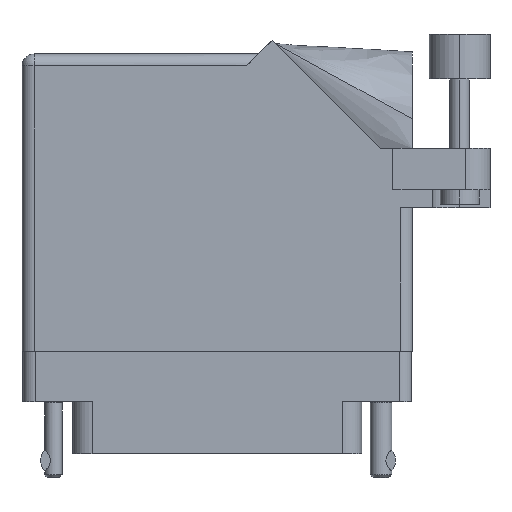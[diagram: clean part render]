
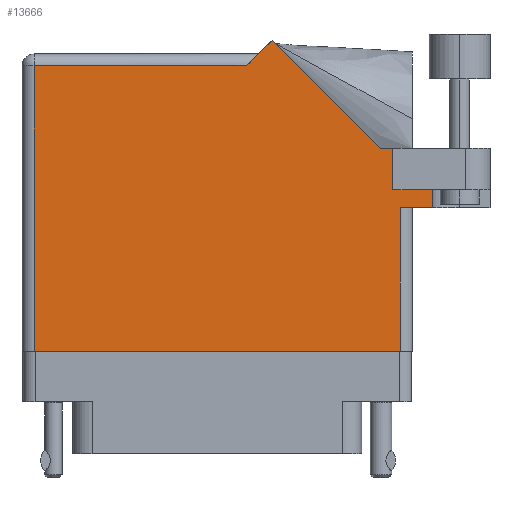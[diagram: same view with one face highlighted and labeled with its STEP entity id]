
A CAD part, front view. The second image highlights one B-rep face of the part: STEP entity #13666.
In plain terms, the highlighted face is planar.
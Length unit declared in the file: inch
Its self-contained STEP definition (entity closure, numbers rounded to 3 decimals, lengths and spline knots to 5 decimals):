
#611 = VECTOR ( 'NONE', #44560, 39.37008 ) ;
#1057 = VERTEX_POINT ( 'NONE', #33036 ) ;
#1388 = CARTESIAN_POINT ( 'NONE',  ( 0., 0., 0. ) ) ;
#1413 = VECTOR ( 'NONE', #38845, 39.37008 ) ;
#1549 = ORIENTED_EDGE ( 'NONE', *, *, #47267, .T. ) ;
#1992 = EDGE_CURVE ( 'NONE', #37440, #14498, #47136, .T. ) ;
#2110 = CARTESIAN_POINT ( 'NONE',  ( 2.41, 1.044, 0. ) ) ;
#2601 = DIRECTION ( 'NONE',  ( -0.707, -0.707, 0. ) ) ;
#2867 = EDGE_CURVE ( 'NONE', #1057, #45776, #21362, .T. ) ;
#3078 = EDGE_CURVE ( 'NONE', #41572, #18456, #43537, .T. ) ;
#3404 = EDGE_CURVE ( 'NONE', #41586, #28922, #20149, .T. ) ;
#4691 = LINE ( 'NONE', #10342, #43328 ) ;
#5176 = VECTOR ( 'NONE', #11918, 39.37008 ) ;
#5598 = ORIENTED_EDGE ( 'NONE', *, *, #42993, .T. ) ;
#6192 = CARTESIAN_POINT ( 'NONE',  ( 1.217, 1.53, 0. ) ) ;
#7225 = CARTESIAN_POINT ( 'NONE',  ( 1.948, 0., 0. ) ) ;
#8450 = VECTOR ( 'NONE', #22261, 39.37008 ) ;
#9611 = CARTESIAN_POINT ( 'NONE',  ( 0.062, 0., 0. ) ) ;
#9741 = FACE_OUTER_BOUND ( 'NONE', #27778, .T. ) ;
#10342 = CARTESIAN_POINT ( 'NONE',  ( 0., 1.468, 0. ) ) ;
#10605 = ORIENTED_EDGE ( 'NONE', *, *, #29592, .T. ) ;
#10636 = EDGE_CURVE ( 'NONE', #28922, #34960, #18211, .T. ) ;
#11665 = ORIENTED_EDGE ( 'NONE', *, *, #1992, .T. ) ;
#11918 = DIRECTION ( 'NONE',  ( 0., 1., 0. ) ) ;
#12598 = EDGE_CURVE ( 'NONE', #18456, #41327, #16943, .T. ) ;
#12624 = VECTOR ( 'NONE', #2601, 39.37008 ) ;
#12805 = ORIENTED_EDGE ( 'NONE', *, *, #2867, .T. ) ;
#13666 = ADVANCED_FACE ( 'NONE', ( #9741 ), #42613, .F. ) ;
#13704 = DIRECTION ( 'NONE',  ( -0.707, 0.707, 0. ) ) ;
#14359 = CARTESIAN_POINT ( 'NONE',  ( 2.1115, 0.737, 0. ) ) ;
#14498 = VERTEX_POINT ( 'NONE', #36140 ) ;
#14864 = AXIS2_PLACEMENT_3D ( 'NONE', #31829, #24309, #39344 ) ;
#16162 = CARTESIAN_POINT ( 'NONE',  ( 0.062, 0., 0. ) ) ;
#16943 = LINE ( 'NONE', #23295, #20441 ) ;
#17587 = ORIENTED_EDGE ( 'NONE', *, *, #3404, .T. ) ;
#18211 = LINE ( 'NONE', #37064, #611 ) ;
#18456 = VERTEX_POINT ( 'NONE', #28777 ) ;
#19205 = CARTESIAN_POINT ( 'NONE',  ( 1.84442, 1.044, 0. ) ) ;
#19255 = ORIENTED_EDGE ( 'NONE', *, *, #44982, .T. ) ;
#19347 = LINE ( 'NONE', #9611, #36334 ) ;
#20085 = DIRECTION ( 'NONE',  ( 1., 0., 0. ) ) ;
#20149 = LINE ( 'NONE', #1388, #38901 ) ;
#20432 = CARTESIAN_POINT ( 'NONE',  ( 2.01, 0.737, 0. ) ) ;
#20441 = VECTOR ( 'NONE', #45340, 39.37008 ) ;
#21362 = LINE ( 'NONE', #2110, #1413 ) ;
#21854 = VERTEX_POINT ( 'NONE', #22821 ) ;
#22261 = DIRECTION ( 'NONE',  ( 1., 0., 0. ) ) ;
#22615 = VECTOR ( 'NONE', #46569, 39.37008 ) ;
#22821 = CARTESIAN_POINT ( 'NONE',  ( 0.062, 1.468, 0. ) ) ;
#23295 = CARTESIAN_POINT ( 'NONE',  ( 2.1115, 1.16177, 0. ) ) ;
#23362 = CARTESIAN_POINT ( 'NONE',  ( 1.91, 0.831, 0. ) ) ;
#24309 = DIRECTION ( 'NONE',  ( 0., 0., -1. ) ) ;
#27778 = EDGE_LOOP ( 'NONE', ( #17587, #34012, #42377, #41260, #32804, #19255, #12805, #1549, #11665, #10605, #5598 ) ) ;
#28618 = DIRECTION ( 'NONE',  ( 0., -1., 0. ) ) ;
#28777 = CARTESIAN_POINT ( 'NONE',  ( 2.1115, 0.831, 0. ) ) ;
#28922 = VERTEX_POINT ( 'NONE', #7225 ) ;
#29039 = LINE ( 'NONE', #20432, #22615 ) ;
#29592 = EDGE_CURVE ( 'NONE', #14498, #21854, #4691, .T. ) ;
#31748 = CARTESIAN_POINT ( 'NONE',  ( 1.84442, 1.044, 0. ) ) ;
#31829 = CARTESIAN_POINT ( 'NONE',  ( 0., 1.53, 0. ) ) ;
#32804 = ORIENTED_EDGE ( 'NONE', *, *, #3078, .F. ) ;
#33036 = CARTESIAN_POINT ( 'NONE',  ( 1.91, 1.044, 0. ) ) ;
#33586 = CARTESIAN_POINT ( 'NONE',  ( 1.91, 0.831, 0. ) ) ;
#33597 = CARTESIAN_POINT ( 'NONE',  ( 1.948, 0.737, 0. ) ) ;
#34012 = ORIENTED_EDGE ( 'NONE', *, *, #10636, .T. ) ;
#34393 = CARTESIAN_POINT ( 'NONE',  ( 1.91, 0.831, 0. ) ) ;
#34960 = VERTEX_POINT ( 'NONE', #33597 ) ;
#36057 = VECTOR ( 'NONE', #13704, 39.37008 ) ;
#36140 = CARTESIAN_POINT ( 'NONE',  ( 1.155, 1.468, 0. ) ) ;
#36334 = VECTOR ( 'NONE', #28618, 39.37008 ) ;
#37064 = CARTESIAN_POINT ( 'NONE',  ( 1.948, 0.737, 0. ) ) ;
#37440 = VERTEX_POINT ( 'NONE', #47027 ) ;
#38845 = DIRECTION ( 'NONE',  ( -1., 0., 0. ) ) ;
#38901 = VECTOR ( 'NONE', #20085, 39.37008 ) ;
#39344 = DIRECTION ( 'NONE',  ( -1., 0., 0. ) ) ;
#39727 = LINE ( 'NONE', #34393, #5176 ) ;
#40172 = EDGE_CURVE ( 'NONE', #34960, #41327, #29039, .T. ) ;
#40626 = DIRECTION ( 'NONE',  ( -1., 0., 0. ) ) ;
#41260 = ORIENTED_EDGE ( 'NONE', *, *, #12598, .F. ) ;
#41327 = VERTEX_POINT ( 'NONE', #14359 ) ;
#41572 = VERTEX_POINT ( 'NONE', #23362 ) ;
#41586 = VERTEX_POINT ( 'NONE', #16162 ) ;
#42377 = ORIENTED_EDGE ( 'NONE', *, *, #40172, .T. ) ;
#42613 = PLANE ( 'NONE',  #14864 ) ;
#42993 = EDGE_CURVE ( 'NONE', #21854, #41586, #19347, .T. ) ;
#43328 = VECTOR ( 'NONE', #40626, 39.37008 ) ;
#43537 = LINE ( 'NONE', #33586, #8450 ) ;
#44560 = DIRECTION ( 'NONE',  ( 0., 1., 0. ) ) ;
#44982 = EDGE_CURVE ( 'NONE', #41572, #1057, #39727, .T. ) ;
#45340 = DIRECTION ( 'NONE',  ( 0., -1., 0. ) ) ;
#45776 = VERTEX_POINT ( 'NONE', #19205 ) ;
#45990 = LINE ( 'NONE', #31748, #36057 ) ;
#46569 = DIRECTION ( 'NONE',  ( 1., 0., 0. ) ) ;
#47027 = CARTESIAN_POINT ( 'NONE',  ( 1.28771, 1.60071, 0. ) ) ;
#47136 = LINE ( 'NONE', #6192, #12624 ) ;
#47267 = EDGE_CURVE ( 'NONE', #45776, #37440, #45990, .T. ) ;
